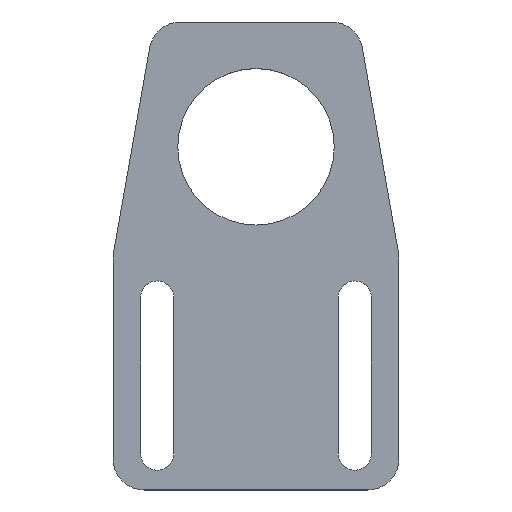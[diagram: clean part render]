
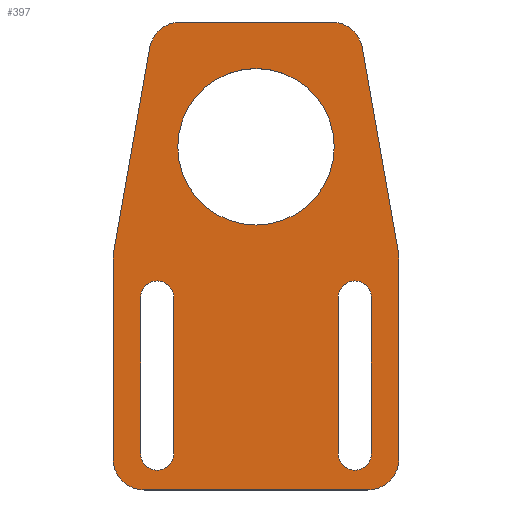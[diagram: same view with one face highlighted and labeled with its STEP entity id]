
A CAD part, top view. The second image highlights one B-rep face of the part: STEP entity #397.
In plain terms, the highlighted planar face has unit normal (0, 0, 1).
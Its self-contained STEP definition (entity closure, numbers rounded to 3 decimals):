
#29=LINE('',#595,#67);
#30=LINE('',#599,#68);
#31=LINE('',#600,#69);
#32=LINE('',#605,#70);
#33=LINE('',#607,#71);
#34=LINE('',#611,#72);
#35=LINE('',#615,#73);
#36=LINE('',#617,#74);
#37=LINE('',#623,#75);
#38=LINE('',#627,#76);
#67=VECTOR('',#478,1000.);
#68=VECTOR('',#481,1000.);
#69=VECTOR('',#482,1000.);
#70=VECTOR('',#485,1000.);
#71=VECTOR('',#486,1000.);
#72=VECTOR('',#489,1000.);
#73=VECTOR('',#492,1000.);
#74=VECTOR('',#493,1000.);
#75=VECTOR('',#498,1000.);
#76=VECTOR('',#501,1000.);
#105=ORIENTED_EDGE('',*,*,#217,.T.);
#106=ORIENTED_EDGE('',*,*,#218,.F.);
#107=ORIENTED_EDGE('',*,*,#219,.F.);
#108=ORIENTED_EDGE('',*,*,#220,.F.);
#109=ORIENTED_EDGE('',*,*,#221,.F.);
#110=ORIENTED_EDGE('',*,*,#222,.F.);
#111=ORIENTED_EDGE('',*,*,#223,.T.);
#112=ORIENTED_EDGE('',*,*,#224,.F.);
#113=ORIENTED_EDGE('',*,*,#225,.F.);
#114=ORIENTED_EDGE('',*,*,#226,.T.);
#115=ORIENTED_EDGE('',*,*,#227,.F.);
#116=ORIENTED_EDGE('',*,*,#228,.T.);
#117=ORIENTED_EDGE('',*,*,#229,.T.);
#118=ORIENTED_EDGE('',*,*,#230,.F.);
#119=ORIENTED_EDGE('',*,*,#231,.T.);
#120=ORIENTED_EDGE('',*,*,#232,.T.);
#121=ORIENTED_EDGE('',*,*,#233,.T.);
#122=ORIENTED_EDGE('',*,*,#234,.T.);
#123=ORIENTED_EDGE('',*,*,#235,.T.);
#217=EDGE_CURVE('',#273,#273,#311,.T.);
#218=EDGE_CURVE('',#274,#275,#312,.T.);
#219=EDGE_CURVE('',#276,#274,#29,.T.);
#220=EDGE_CURVE('',#277,#276,#313,.T.);
#221=EDGE_CURVE('',#275,#277,#30,.T.);
#222=EDGE_CURVE('',#278,#279,#31,.T.);
#223=EDGE_CURVE('',#278,#280,#314,.F.);
#224=EDGE_CURVE('',#281,#280,#32,.T.);
#225=EDGE_CURVE('',#282,#281,#33,.T.);
#226=EDGE_CURVE('',#282,#283,#315,.F.);
#227=EDGE_CURVE('',#284,#283,#34,.T.);
#228=EDGE_CURVE('',#284,#285,#316,.F.);
#229=EDGE_CURVE('',#285,#286,#35,.T.);
#230=EDGE_CURVE('',#287,#286,#36,.T.);
#231=EDGE_CURVE('',#287,#279,#317,.F.);
#232=EDGE_CURVE('',#288,#289,#318,.T.);
#233=EDGE_CURVE('',#289,#290,#37,.T.);
#234=EDGE_CURVE('',#290,#291,#319,.T.);
#235=EDGE_CURVE('',#291,#288,#38,.T.);
#273=VERTEX_POINT('',#591);
#274=VERTEX_POINT('',#593);
#275=VERTEX_POINT('',#594);
#276=VERTEX_POINT('',#596);
#277=VERTEX_POINT('',#598);
#278=VERTEX_POINT('',#601);
#279=VERTEX_POINT('',#602);
#280=VERTEX_POINT('',#604);
#281=VERTEX_POINT('',#606);
#282=VERTEX_POINT('',#608);
#283=VERTEX_POINT('',#610);
#284=VERTEX_POINT('',#612);
#285=VERTEX_POINT('',#614);
#286=VERTEX_POINT('',#616);
#287=VERTEX_POINT('',#618);
#288=VERTEX_POINT('',#621);
#289=VERTEX_POINT('',#622);
#290=VERTEX_POINT('',#624);
#291=VERTEX_POINT('',#626);
#311=CIRCLE('',#432,15.05);
#312=CIRCLE('',#433,3.2);
#313=CIRCLE('',#434,3.2);
#314=CIRCLE('',#435,6.);
#315=CIRCLE('',#436,6.);
#316=CIRCLE('',#437,6.);
#317=CIRCLE('',#438,6.);
#318=CIRCLE('',#439,3.2);
#319=CIRCLE('',#440,3.2);
#329=EDGE_LOOP('',(#105));
#330=EDGE_LOOP('',(#106,#107,#108,#109));
#331=EDGE_LOOP('',(#110,#111,#112,#113,#114,#115,#116,#117,#118,#119));
#332=EDGE_LOOP('',(#120,#121,#122,#123));
#357=FACE_BOUND('',#329,.T.);
#358=FACE_BOUND('',#330,.T.);
#359=FACE_BOUND('',#331,.T.);
#360=FACE_BOUND('',#332,.T.);
#385=PLANE('',#431);
#397=ADVANCED_FACE('',(#357,#358,#359,#360),#385,.F.);
#431=AXIS2_PLACEMENT_3D('',#589,#472,#473);
#432=AXIS2_PLACEMENT_3D('',#590,#474,#475);
#433=AXIS2_PLACEMENT_3D('',#592,#476,#477);
#434=AXIS2_PLACEMENT_3D('',#597,#479,#480);
#435=AXIS2_PLACEMENT_3D('',#603,#483,#484);
#436=AXIS2_PLACEMENT_3D('',#609,#487,#488);
#437=AXIS2_PLACEMENT_3D('',#613,#490,#491);
#438=AXIS2_PLACEMENT_3D('',#619,#494,#495);
#439=AXIS2_PLACEMENT_3D('',#620,#496,#497);
#440=AXIS2_PLACEMENT_3D('',#625,#499,#500);
#472=DIRECTION('',(0.,0.,-1.));
#473=DIRECTION('',(-1.,0.,0.));
#474=DIRECTION('',(0.,0.,-1.));
#475=DIRECTION('',(1.,0.,0.));
#476=DIRECTION('',(0.,0.,1.));
#477=DIRECTION('',(-1.,0.,0.));
#478=DIRECTION('',(0.,-1.,0.));
#479=DIRECTION('',(0.,0.,1.));
#480=DIRECTION('',(1.,0.,0.));
#481=DIRECTION('',(0.,1.,0.));
#482=DIRECTION('',(-1.,0.,0.));
#483=DIRECTION('',(0.,0.,-1.));
#484=DIRECTION('',(-1.,0.,0.));
#485=DIRECTION('',(0.,-1.,0.));
#486=DIRECTION('',(0.174,-0.985,0.));
#487=DIRECTION('',(0.,0.,-1.));
#488=DIRECTION('',(-1.,0.,0.));
#489=DIRECTION('',(1.,0.,0.));
#490=DIRECTION('',(0.,0.,-1.));
#491=DIRECTION('',(-1.,0.,0.));
#492=DIRECTION('',(-0.174,-0.985,0.));
#493=DIRECTION('',(0.,1.,0.));
#494=DIRECTION('',(0.,0.,-1.));
#495=DIRECTION('',(-1.,0.,0.));
#496=DIRECTION('',(0.,0.,-1.));
#497=DIRECTION('',(1.,0.,0.));
#498=DIRECTION('',(0.,1.,0.));
#499=DIRECTION('',(0.,0.,-1.));
#500=DIRECTION('',(-1.,0.,0.));
#501=DIRECTION('',(0.,-1.,0.));
#589=CARTESIAN_POINT('',(0.,0.,2.));
#590=CARTESIAN_POINT('',(0.,21.,2.));
#591=CARTESIAN_POINT('',(15.05,21.,2.));
#592=CARTESIAN_POINT('',(19.,-38.,2.));
#593=CARTESIAN_POINT('',(15.8,-38.,2.));
#594=CARTESIAN_POINT('',(22.2,-38.,2.));
#595=CARTESIAN_POINT('',(15.8,-8.,2.));
#596=CARTESIAN_POINT('',(15.8,-8.,2.));
#597=CARTESIAN_POINT('',(19.,-8.,2.));
#598=CARTESIAN_POINT('',(22.2,-8.,2.));
#599=CARTESIAN_POINT('',(22.2,-38.,2.));
#600=CARTESIAN_POINT('',(27.5,-45.,2.));
#601=CARTESIAN_POINT('',(21.5,-45.,2.));
#602=CARTESIAN_POINT('',(-21.5,-45.,2.));
#603=CARTESIAN_POINT('',(21.5,-39.,2.));
#604=CARTESIAN_POINT('',(27.5,-39.,2.));
#605=CARTESIAN_POINT('',(27.5,45.,2.));
#606=CARTESIAN_POINT('',(27.5,0.,2.));
#607=CARTESIAN_POINT('',(26.671,4.703,2.));
#608=CARTESIAN_POINT('',(20.44,40.042,2.));
#609=CARTESIAN_POINT('',(14.531,39.,2.));
#610=CARTESIAN_POINT('',(14.531,45.,2.));
#611=CARTESIAN_POINT('',(-27.5,45.,2.));
#612=CARTESIAN_POINT('',(-14.531,45.,2.));
#613=CARTESIAN_POINT('',(-14.531,39.,2.));
#614=CARTESIAN_POINT('',(-20.44,40.042,2.));
#615=CARTESIAN_POINT('',(-26.671,4.703,2.));
#616=CARTESIAN_POINT('',(-27.5,0.,2.));
#617=CARTESIAN_POINT('',(-27.5,-45.,2.));
#618=CARTESIAN_POINT('',(-27.5,-39.,2.));
#619=CARTESIAN_POINT('',(-21.5,-39.,2.));
#620=CARTESIAN_POINT('',(-19.,-38.,2.));
#621=CARTESIAN_POINT('',(-15.8,-38.,2.));
#622=CARTESIAN_POINT('',(-22.2,-38.,2.));
#623=CARTESIAN_POINT('',(-22.2,-38.,2.));
#624=CARTESIAN_POINT('',(-22.2,-8.,2.));
#625=CARTESIAN_POINT('',(-19.,-8.,2.));
#626=CARTESIAN_POINT('',(-15.8,-8.,2.));
#627=CARTESIAN_POINT('',(-15.8,-8.,2.));
